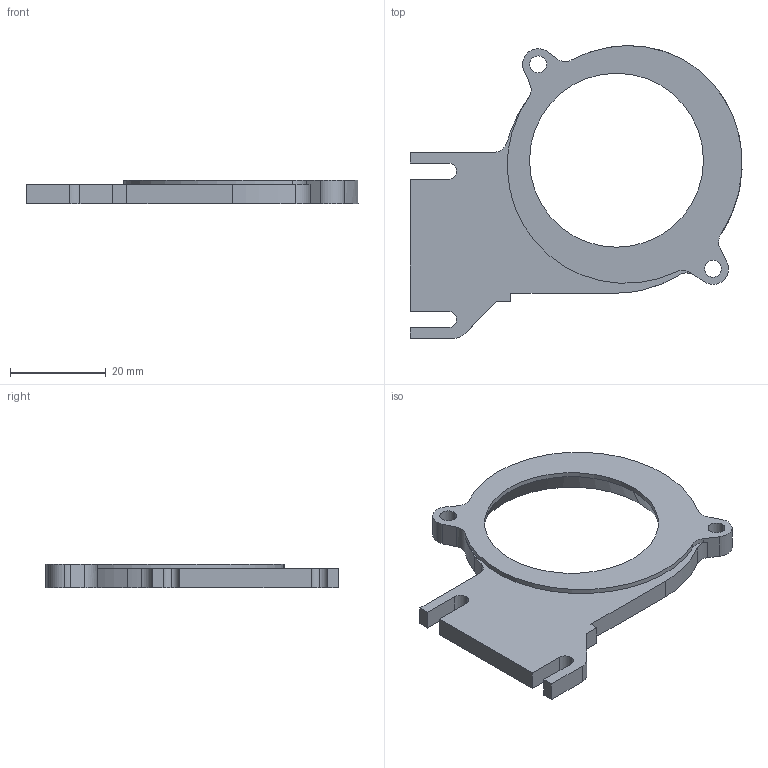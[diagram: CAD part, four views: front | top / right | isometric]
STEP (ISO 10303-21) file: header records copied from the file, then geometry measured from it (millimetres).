
FILE_DESCRIPTION (( 'STEP AP203' ), '1' );
FILE_NAME ('nozzle bracket.STEP', '2019-01-01T16:36:55', ( '' ), ( '' ), 'SwSTEP 2.0', 'SolidWorks 2018', '' );
FILE_SCHEMA (( 'CONFIG_CONTROL_DESIGN' ));
Length unit declared in the file: millimetre
Products named in the file (1): nozzle bracket
Bounding box: 69.21 x 61.03 x 5 mm (x, y, z)
Volume: 7823.2 mm3; surface area: 5457.4 mm2
Topology: 1 solids, 1 shells, 49 faces, 139 edges, 92 vertices
Faces by surface type: cylinder 23, plane 20, bspline 4, cone 2
Entity records: 1747 total; most frequent: CARTESIAN_POINT 371, ORIENTED_EDGE 278, DIRECTION 272, EDGE_CURVE 139, AXIS2_PLACEMENT_3D 95, VERTEX_POINT 92, LINE 82, VECTOR 82
